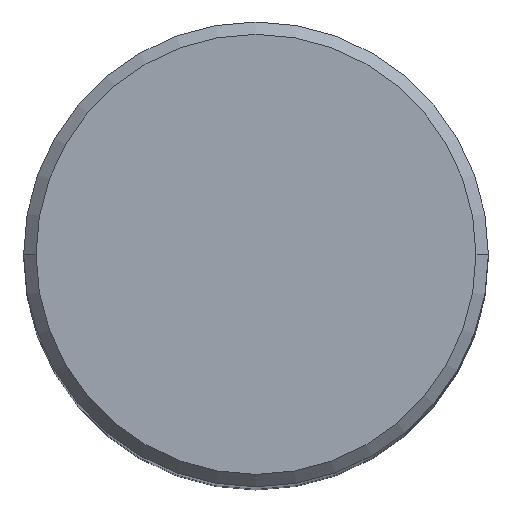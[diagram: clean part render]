
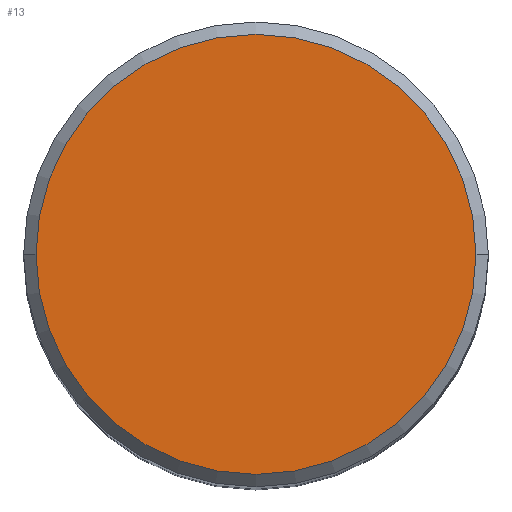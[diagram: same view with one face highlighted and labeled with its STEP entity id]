
A CAD part, top view. The second image highlights one B-rep face of the part: STEP entity #13.
In plain terms, the highlighted planar face has unit normal (0, 0, 1).
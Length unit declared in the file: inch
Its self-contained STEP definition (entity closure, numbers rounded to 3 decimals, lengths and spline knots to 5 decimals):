
#13 = ADVANCED_FACE ( 'NONE', ( #243 ), #357, .F. ) ;
#14 = DIRECTION ( 'NONE',  ( 0., 0., 1. ) ) ;
#42 = CARTESIAN_POINT ( 'NONE',  ( 0., 0., 0. ) ) ;
#46 = DIRECTION ( 'NONE',  ( 1., 0., 0. ) ) ;
#73 = DIRECTION ( 'NONE',  ( -1., 0., 0. ) ) ;
#96 = CARTESIAN_POINT ( 'NONE',  ( 0., 0., 0. ) ) ;
#105 = CARTESIAN_POINT ( 'NONE',  ( 0., 0.355, 0. ) ) ;
#106 = CARTESIAN_POINT ( 'NONE',  ( 0.355, 0., 0. ) ) ;
#107 = VERTEX_POINT ( 'NONE', #255 ) ;
#123 = EDGE_CURVE ( 'NONE', #193, #107, #350, .T. ) ;
#134 = DIRECTION ( 'NONE',  ( 1., 0., 0. ) ) ;
#147 = CIRCLE ( 'NONE', #254, 0.355 ) ;
#162 = DIRECTION ( 'NONE',  ( 0., 0., 1. ) ) ;
#168 = EDGE_LOOP ( 'NONE', ( #251, #358 ) ) ;
#192 = EDGE_CURVE ( 'NONE', #107, #193, #147, .T. ) ;
#193 = VERTEX_POINT ( 'NONE', #106 ) ;
#243 = FACE_OUTER_BOUND ( 'NONE', #168, .T. ) ;
#251 = ORIENTED_EDGE ( 'NONE', *, *, #192, .T. ) ;
#254 = AXIS2_PLACEMENT_3D ( 'NONE', #42, #162, #134 ) ;
#255 = CARTESIAN_POINT ( 'NONE',  ( -0.355, 0., 0. ) ) ;
#273 = AXIS2_PLACEMENT_3D ( 'NONE', #105, #329, #73 ) ;
#329 = DIRECTION ( 'NONE',  ( 0., 0., -1. ) ) ;
#339 = AXIS2_PLACEMENT_3D ( 'NONE', #96, #14, #46 ) ;
#350 = CIRCLE ( 'NONE', #339, 0.355 ) ;
#357 = PLANE ( 'NONE',  #273 ) ;
#358 = ORIENTED_EDGE ( 'NONE', *, *, #123, .T. ) ;
